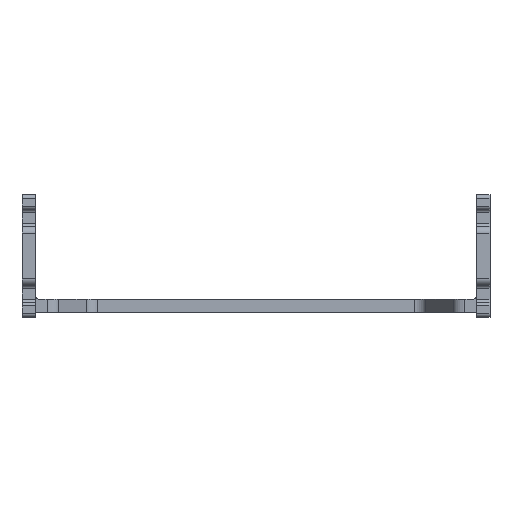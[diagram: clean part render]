
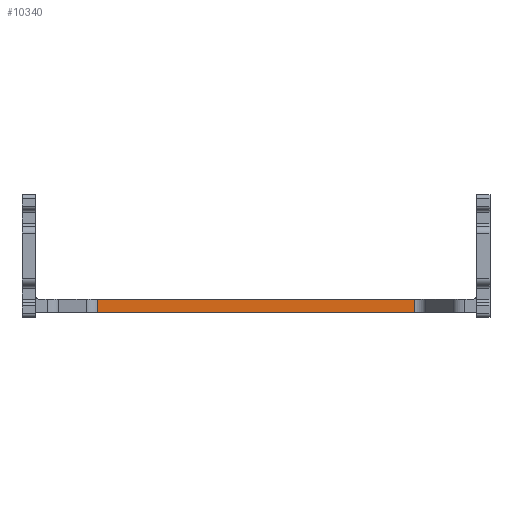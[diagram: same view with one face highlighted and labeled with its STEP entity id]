
A CAD part, front view. The second image highlights one B-rep face of the part: STEP entity #10340.
In plain terms, the highlighted planar face has unit normal (0, -1, 0).
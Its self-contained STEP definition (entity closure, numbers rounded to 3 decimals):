
#9950=CARTESIAN_POINT('',(-27.,18.7,-11.5));
#9960=DIRECTION('',(-0.,-1.,-0.));
#9970=DIRECTION('',(-1.,0.,0.));
#9980=AXIS2_PLACEMENT_3D('',#9950,#9960,#9970);
#9990=PLANE('',#9980);
#10000=CARTESIAN_POINT('',(-27.,18.7,-13.5));
#10010=DIRECTION('',(1.,0.,0.));
#10020=VECTOR('',#10010,1.);
#10030=LINE('',#10000,#10020);
#10040=CARTESIAN_POINT('',(-24.595,18.7,-13.5));
#10050=VERTEX_POINT('',#10040);
#10060=CARTESIAN_POINT('',(23.095,18.7,-13.5));
#10070=VERTEX_POINT('',#10060);
#10080=EDGE_CURVE('',#10050,#10070,#10030,.T.);
#10090=ORIENTED_EDGE('',*,*,#10080,.T.);
#10100=CARTESIAN_POINT('',(-24.595,18.7,0.));
#10110=DIRECTION('',(0.,0.,-1.));
#10120=VECTOR('',#10110,1.);
#10130=LINE('',#10100,#10120);
#10140=CARTESIAN_POINT('',(-24.595,18.7,-11.5));
#10150=VERTEX_POINT('',#10140);
#10160=EDGE_CURVE('',#10150,#10050,#10130,.T.);
#10170=ORIENTED_EDGE('',*,*,#10160,.T.);
#10180=CARTESIAN_POINT('',(-27.,18.7,-11.5));
#10190=DIRECTION('',(1.,0.,0.));
#10200=VECTOR('',#10190,1.);
#10210=LINE('',#10180,#10200);
#10220=CARTESIAN_POINT('',(23.095,18.7,-11.5));
#10230=VERTEX_POINT('',#10220);
#10240=EDGE_CURVE('',#10150,#10230,#10210,.T.);
#10250=ORIENTED_EDGE('',*,*,#10240,.F.);
#10260=CARTESIAN_POINT('',(23.095,18.7,0.));
#10270=DIRECTION('',(0.,0.,1.));
#10280=VECTOR('',#10270,1.);
#10290=LINE('',#10260,#10280);
#10300=EDGE_CURVE('',#10070,#10230,#10290,.T.);
#10310=ORIENTED_EDGE('',*,*,#10300,.T.);
#10320=EDGE_LOOP('',(#10310,#10250,#10170,#10090));
#10330=FACE_OUTER_BOUND('',#10320,.T.);
#10340=ADVANCED_FACE('',(#10330),#9990,.T.);
